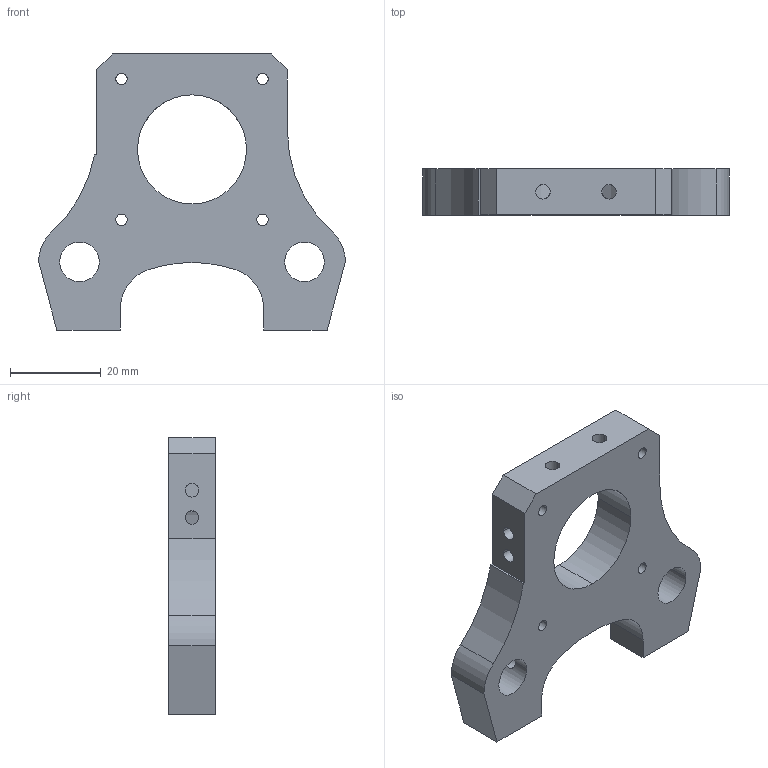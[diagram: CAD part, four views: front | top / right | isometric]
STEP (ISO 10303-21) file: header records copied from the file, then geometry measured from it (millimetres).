
FILE_DESCRIPTION(('STEP AP214'),'1');
FILE_NAME('nema_holder.stp','2022-03-02T17:06:25',(' '),(' '),'Spatial InterOp 3D',' ',' ');
FILE_SCHEMA(('AUTOMOTIVE_DESIGN { 1 0 10303 214 1 1 1 1 }'));
Length unit declared in the file: metre
Products named in the file (1): sujetador nema
Bounding box: 67.5 x 10.2 x 60.75 mm (x, y, z)
Volume: 20962.1 mm3; surface area: 9298.9 mm2
Topology: 1 solids, 1 shells, 80 faces, 231 edges, 158 vertices
Faces by surface type: cylinder 48, plane 32
Entity records: 3125 total; most frequent: CARTESIAN_POINT 878, ORIENTED_EDGE 462, DIRECTION 461, EDGE_CURVE 231, AXIS2_PLACEMENT_3D 172, VERTEX_POINT 158, LINE 117, VECTOR 117
